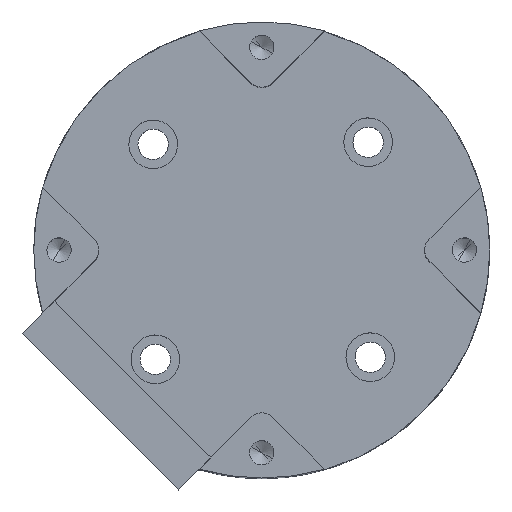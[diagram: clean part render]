
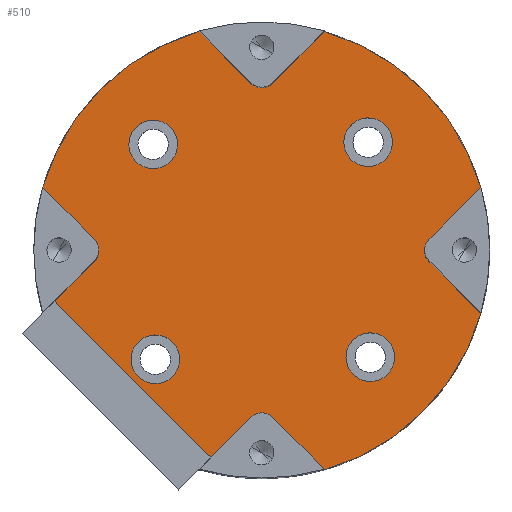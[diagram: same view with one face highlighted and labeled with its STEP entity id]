
A CAD part, top view. The second image highlights one B-rep face of the part: STEP entity #510.
In plain terms, the highlighted planar face has unit normal (0, 0, 1).
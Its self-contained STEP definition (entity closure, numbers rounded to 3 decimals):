
#227=CARTESIAN_POINT('Line Origine',(6.041,31.78,15.)) ;
#231=CARTESIAN_POINT('Vertex',(1.768,27.506,15.)) ;
#233=CARTESIAN_POINT('Vertex',(10.315,36.053,15.)) ;
#269=CARTESIAN_POINT('Vertex',(-10.315,36.053,15.)) ;
#294=CARTESIAN_POINT('Vertex',(-1.768,27.506,15.)) ;
#297=CARTESIAN_POINT('Line Origine',(-6.041,31.78,15.)) ;
#314=CARTESIAN_POINT('Axis2P3D Location',(0.,29.274,15.)) ;
#326=CARTESIAN_POINT('Axis2P3D Location',(0.,0.,15.)) ;
#331=CARTESIAN_POINT('Axis2P3D Location',(0.,-29.274,15.)) ;
#335=CARTESIAN_POINT('Vertex',(1.768,-27.506,15.)) ;
#337=CARTESIAN_POINT('Vertex',(-1.768,-27.506,15.)) ;
#340=CARTESIAN_POINT('Line Origine',(6.041,-31.78,15.)) ;
#344=CARTESIAN_POINT('Vertex',(10.315,-36.053,15.)) ;
#347=CARTESIAN_POINT('Axis2P3D Location',(0.,0.,15.)) ;
#351=CARTESIAN_POINT('Vertex',(36.053,-10.315,15.)) ;
#354=CARTESIAN_POINT('Line Origine',(31.78,-6.041,15.)) ;
#358=CARTESIAN_POINT('Vertex',(27.506,-1.768,15.)) ;
#361=CARTESIAN_POINT('Axis2P3D Location',(29.274,0.,15.)) ;
#365=CARTESIAN_POINT('Vertex',(27.506,1.768,15.)) ;
#368=CARTESIAN_POINT('Line Origine',(31.78,6.041,15.)) ;
#372=CARTESIAN_POINT('Vertex',(36.053,10.315,15.)) ;
#375=CARTESIAN_POINT('Axis2P3D Location',(0.,0.,15.)) ;
#380=CARTESIAN_POINT('Axis2P3D Location',(0.,0.,15.)) ;
#384=CARTESIAN_POINT('Vertex',(-36.053,10.315,15.)) ;
#387=CARTESIAN_POINT('Line Origine',(-31.78,6.041,15.)) ;
#391=CARTESIAN_POINT('Vertex',(-27.506,1.768,15.)) ;
#394=CARTESIAN_POINT('Axis2P3D Location',(-29.274,0.,15.)) ;
#398=CARTESIAN_POINT('Vertex',(-27.506,-1.768,15.)) ;
#401=CARTESIAN_POINT('Line Origine',(-31.78,-6.041,15.)) ;
#405=CARTESIAN_POINT('Vertex',(-36.053,-10.315,15.)) ;
#408=CARTESIAN_POINT('Axis2P3D Location',(0.,0.,15.)) ;
#412=CARTESIAN_POINT('Vertex',(-10.315,-36.053,15.)) ;
#415=CARTESIAN_POINT('Line Origine',(-6.041,-31.78,15.)) ;
#438=CARTESIAN_POINT('Axis2P3D Location',(17.854,-17.5,15.)) ;
#442=CARTESIAN_POINT('Vertex',(14.343,-15.582,15.)) ;
#444=CARTESIAN_POINT('Vertex',(21.364,-19.418,15.)) ;
#447=CARTESIAN_POINT('Axis2P3D Location',(17.854,-17.5,15.)) ;
#456=CARTESIAN_POINT('Axis2P3D Location',(17.5,17.854,15.)) ;
#460=CARTESIAN_POINT('Vertex',(19.418,21.364,15.)) ;
#462=CARTESIAN_POINT('Vertex',(15.582,14.343,15.)) ;
#465=CARTESIAN_POINT('Axis2P3D Location',(17.5,17.854,15.)) ;
#474=CARTESIAN_POINT('Axis2P3D Location',(-17.854,17.5,15.)) ;
#478=CARTESIAN_POINT('Vertex',(-21.364,19.418,15.)) ;
#480=CARTESIAN_POINT('Vertex',(-14.343,15.582,15.)) ;
#483=CARTESIAN_POINT('Axis2P3D Location',(-17.854,17.5,15.)) ;
#492=CARTESIAN_POINT('Axis2P3D Location',(-17.5,-17.854,15.)) ;
#496=CARTESIAN_POINT('Vertex',(-19.418,-21.364,15.)) ;
#498=CARTESIAN_POINT('Vertex',(-15.582,-14.343,15.)) ;
#501=CARTESIAN_POINT('Axis2P3D Location',(-17.5,-17.854,15.)) ;
#228=DIRECTION('Vector Direction',(0.707,0.707,0.)) ;
#298=DIRECTION('Vector Direction',(-0.707,0.707,0.)) ;
#315=DIRECTION('Axis2P3D Direction',(0.,0.,1.)) ;
#327=DIRECTION('Axis2P3D Direction',(0.,0.,1.)) ;
#328=DIRECTION('Axis2P3D XDirection',(1.,0.,0.)) ;
#332=DIRECTION('Axis2P3D Direction',(0.,0.,1.)) ;
#341=DIRECTION('Vector Direction',(0.707,-0.707,0.)) ;
#348=DIRECTION('Axis2P3D Direction',(0.,0.,1.)) ;
#355=DIRECTION('Vector Direction',(0.707,-0.707,0.)) ;
#362=DIRECTION('Axis2P3D Direction',(0.,0.,1.)) ;
#369=DIRECTION('Vector Direction',(0.707,0.707,0.)) ;
#376=DIRECTION('Axis2P3D Direction',(0.,0.,1.)) ;
#381=DIRECTION('Axis2P3D Direction',(0.,0.,1.)) ;
#388=DIRECTION('Vector Direction',(-0.707,0.707,0.)) ;
#395=DIRECTION('Axis2P3D Direction',(0.,0.,1.)) ;
#402=DIRECTION('Vector Direction',(-0.707,-0.707,0.)) ;
#409=DIRECTION('Axis2P3D Direction',(0.,0.,1.)) ;
#416=DIRECTION('Vector Direction',(-0.707,-0.707,0.)) ;
#439=DIRECTION('Axis2P3D Direction',(0.,0.,1.)) ;
#448=DIRECTION('Axis2P3D Direction',(0.,0.,1.)) ;
#457=DIRECTION('Axis2P3D Direction',(0.,0.,1.)) ;
#466=DIRECTION('Axis2P3D Direction',(0.,0.,1.)) ;
#475=DIRECTION('Axis2P3D Direction',(0.,0.,1.)) ;
#484=DIRECTION('Axis2P3D Direction',(0.,0.,1.)) ;
#493=DIRECTION('Axis2P3D Direction',(0.,0.,1.)) ;
#502=DIRECTION('Axis2P3D Direction',(0.,0.,1.)) ;
#316=AXIS2_PLACEMENT_3D('Circle Axis2P3D',#314,#315,$) ;
#329=AXIS2_PLACEMENT_3D('Plane Axis2P3D',#326,#327,#328) ;
#333=AXIS2_PLACEMENT_3D('Circle Axis2P3D',#331,#332,$) ;
#349=AXIS2_PLACEMENT_3D('Circle Axis2P3D',#347,#348,$) ;
#363=AXIS2_PLACEMENT_3D('Circle Axis2P3D',#361,#362,$) ;
#377=AXIS2_PLACEMENT_3D('Circle Axis2P3D',#375,#376,$) ;
#382=AXIS2_PLACEMENT_3D('Circle Axis2P3D',#380,#381,$) ;
#396=AXIS2_PLACEMENT_3D('Circle Axis2P3D',#394,#395,$) ;
#410=AXIS2_PLACEMENT_3D('Circle Axis2P3D',#408,#409,$) ;
#440=AXIS2_PLACEMENT_3D('Circle Axis2P3D',#438,#439,$) ;
#449=AXIS2_PLACEMENT_3D('Circle Axis2P3D',#447,#448,$) ;
#458=AXIS2_PLACEMENT_3D('Circle Axis2P3D',#456,#457,$) ;
#467=AXIS2_PLACEMENT_3D('Circle Axis2P3D',#465,#466,$) ;
#476=AXIS2_PLACEMENT_3D('Circle Axis2P3D',#474,#475,$) ;
#485=AXIS2_PLACEMENT_3D('Circle Axis2P3D',#483,#484,$) ;
#494=AXIS2_PLACEMENT_3D('Circle Axis2P3D',#492,#493,$) ;
#503=AXIS2_PLACEMENT_3D('Circle Axis2P3D',#501,#502,$) ;
#421=ORIENTED_EDGE('',*,*,#339,.F.) ;
#422=ORIENTED_EDGE('',*,*,#346,.F.) ;
#423=ORIENTED_EDGE('',*,*,#353,.T.) ;
#424=ORIENTED_EDGE('',*,*,#360,.F.) ;
#425=ORIENTED_EDGE('',*,*,#367,.F.) ;
#426=ORIENTED_EDGE('',*,*,#374,.F.) ;
#427=ORIENTED_EDGE('',*,*,#379,.T.) ;
#428=ORIENTED_EDGE('',*,*,#235,.F.) ;
#429=ORIENTED_EDGE('',*,*,#318,.F.) ;
#430=ORIENTED_EDGE('',*,*,#301,.F.) ;
#431=ORIENTED_EDGE('',*,*,#386,.T.) ;
#432=ORIENTED_EDGE('',*,*,#393,.F.) ;
#433=ORIENTED_EDGE('',*,*,#400,.F.) ;
#434=ORIENTED_EDGE('',*,*,#407,.F.) ;
#435=ORIENTED_EDGE('',*,*,#414,.T.) ;
#436=ORIENTED_EDGE('',*,*,#419,.F.) ;
#453=ORIENTED_EDGE('',*,*,#446,.F.) ;
#454=ORIENTED_EDGE('',*,*,#451,.F.) ;
#471=ORIENTED_EDGE('',*,*,#464,.F.) ;
#472=ORIENTED_EDGE('',*,*,#469,.F.) ;
#489=ORIENTED_EDGE('',*,*,#482,.F.) ;
#490=ORIENTED_EDGE('',*,*,#487,.F.) ;
#507=ORIENTED_EDGE('',*,*,#500,.F.) ;
#508=ORIENTED_EDGE('',*,*,#505,.F.) ;
#455=FACE_BOUND('',#452,.T.) ;
#473=FACE_BOUND('',#470,.T.) ;
#491=FACE_BOUND('',#488,.T.) ;
#509=FACE_BOUND('',#506,.T.) ;
#229=VECTOR('Line Direction',#228,1.) ;
#299=VECTOR('Line Direction',#298,1.) ;
#342=VECTOR('Line Direction',#341,1.) ;
#356=VECTOR('Line Direction',#355,1.) ;
#370=VECTOR('Line Direction',#369,1.) ;
#389=VECTOR('Line Direction',#388,1.) ;
#403=VECTOR('Line Direction',#402,1.) ;
#417=VECTOR('Line Direction',#416,1.) ;
#510=ADVANCED_FACE('WorkBody',(#437,#455,#473,#491,#509),#330,.T.) ;
#317=CIRCLE('generated circle',#316,2.5) ;
#334=CIRCLE('generated circle',#333,2.5) ;
#350=CIRCLE('generated circle',#349,37.5) ;
#364=CIRCLE('generated circle',#363,2.5) ;
#378=CIRCLE('generated circle',#377,37.5) ;
#383=CIRCLE('generated circle',#382,37.5) ;
#397=CIRCLE('generated circle',#396,2.5) ;
#411=CIRCLE('generated circle',#410,37.5) ;
#441=CIRCLE('generated circle',#440,4.) ;
#450=CIRCLE('generated circle',#449,4.) ;
#459=CIRCLE('generated circle',#458,4.) ;
#468=CIRCLE('generated circle',#467,4.) ;
#477=CIRCLE('generated circle',#476,4.) ;
#486=CIRCLE('generated circle',#485,4.) ;
#495=CIRCLE('generated circle',#494,4.) ;
#504=CIRCLE('generated circle',#503,4.) ;
#235=EDGE_CURVE('',#232,#234,#230,.T.) ;
#301=EDGE_CURVE('',#270,#295,#300,.F.) ;
#318=EDGE_CURVE('',#295,#232,#317,.T.) ;
#339=EDGE_CURVE('',#336,#338,#334,.T.) ;
#346=EDGE_CURVE('',#345,#336,#343,.F.) ;
#353=EDGE_CURVE('',#345,#352,#350,.T.) ;
#360=EDGE_CURVE('',#359,#352,#357,.T.) ;
#367=EDGE_CURVE('',#366,#359,#364,.T.) ;
#374=EDGE_CURVE('',#373,#366,#371,.F.) ;
#379=EDGE_CURVE('',#373,#234,#378,.T.) ;
#386=EDGE_CURVE('',#270,#385,#383,.T.) ;
#393=EDGE_CURVE('',#392,#385,#390,.T.) ;
#400=EDGE_CURVE('',#399,#392,#397,.T.) ;
#407=EDGE_CURVE('',#406,#399,#404,.F.) ;
#414=EDGE_CURVE('',#406,#413,#411,.T.) ;
#419=EDGE_CURVE('',#338,#413,#418,.T.) ;
#446=EDGE_CURVE('',#443,#445,#441,.T.) ;
#451=EDGE_CURVE('',#445,#443,#450,.T.) ;
#464=EDGE_CURVE('',#461,#463,#459,.T.) ;
#469=EDGE_CURVE('',#463,#461,#468,.T.) ;
#482=EDGE_CURVE('',#479,#481,#477,.T.) ;
#487=EDGE_CURVE('',#481,#479,#486,.T.) ;
#500=EDGE_CURVE('',#497,#499,#495,.T.) ;
#505=EDGE_CURVE('',#499,#497,#504,.T.) ;
#420=EDGE_LOOP('',(#421,#422,#423,#424,#425,#426,#427,#428,#429,#430,#431,#432,#433,#434,#435,#436)) ;
#452=EDGE_LOOP('',(#453,#454)) ;
#470=EDGE_LOOP('',(#471,#472)) ;
#488=EDGE_LOOP('',(#489,#490)) ;
#506=EDGE_LOOP('',(#507,#508)) ;
#437=FACE_OUTER_BOUND('',#420,.T.) ;
#230=LINE('Line',#227,#229) ;
#300=LINE('Line',#297,#299) ;
#343=LINE('Line',#340,#342) ;
#357=LINE('Line',#354,#356) ;
#371=LINE('Line',#368,#370) ;
#390=LINE('Line',#387,#389) ;
#404=LINE('Line',#401,#403) ;
#418=LINE('Line',#415,#417) ;
#330=PLANE('Plane',#329) ;
#232=VERTEX_POINT('',#231) ;
#234=VERTEX_POINT('',#233) ;
#270=VERTEX_POINT('',#269) ;
#295=VERTEX_POINT('',#294) ;
#336=VERTEX_POINT('',#335) ;
#338=VERTEX_POINT('',#337) ;
#345=VERTEX_POINT('',#344) ;
#352=VERTEX_POINT('',#351) ;
#359=VERTEX_POINT('',#358) ;
#366=VERTEX_POINT('',#365) ;
#373=VERTEX_POINT('',#372) ;
#385=VERTEX_POINT('',#384) ;
#392=VERTEX_POINT('',#391) ;
#399=VERTEX_POINT('',#398) ;
#406=VERTEX_POINT('',#405) ;
#413=VERTEX_POINT('',#412) ;
#443=VERTEX_POINT('',#442) ;
#445=VERTEX_POINT('',#444) ;
#461=VERTEX_POINT('',#460) ;
#463=VERTEX_POINT('',#462) ;
#479=VERTEX_POINT('',#478) ;
#481=VERTEX_POINT('',#480) ;
#497=VERTEX_POINT('',#496) ;
#499=VERTEX_POINT('',#498) ;
